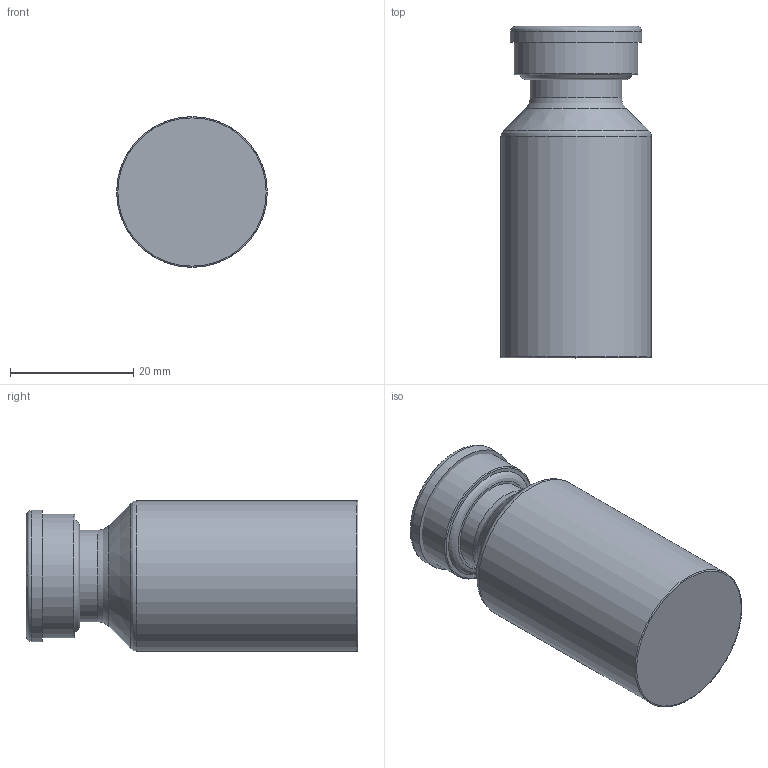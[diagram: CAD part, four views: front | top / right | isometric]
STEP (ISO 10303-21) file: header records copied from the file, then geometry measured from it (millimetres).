
FILE_DESCRIPTION(('FreeCAD Model'),'2;1');
FILE_NAME('Open CASCADE Shape Model','2025-04-29T06:00:18',('FreeCAD'),( 'FreeCAD'),'Open CASCADE STEP processor 7.6','FreeCAD','Unknown');
FILE_SCHEMA(('AUTOMOTIVE_DESIGN { 1 0 10303 214 1 1 1 1 }'));
Length unit declared in the file: millimetre
Products named in the file (1): Open CASCADE STEP translator 7.6 1
Bounding box: 24.4 x 53.78 x 24.4 mm (x, y, z)
Volume: 10505.4 mm3; surface area: 10178.9 mm2
Topology: 4 solids, 4 shells, 111 faces, 286 edges, 193 vertices
Faces by surface type: cylinder 47, plane 34, bspline 20, cone 10
Full cylindrical faces by diameter (mm): 10.211 x1, 11.1 x2, 14.8 x1, 18.13 x1, 18.439 x1, 18.5 x2, 19.24 x1, 19.247 x2, 19.987 x1, 20.703 x1, 21.261 x1, 24.403 x1
Entity records: 4860 total; most frequent: CARTESIAN_POINT 2168, DIRECTION 583, ORIENTED_EDGE 570, EDGE_CURVE 285, AXIS2_PLACEMENT_3D 252, VERTEX_POINT 193, CIRCLE 144, FACE_BOUND 124
